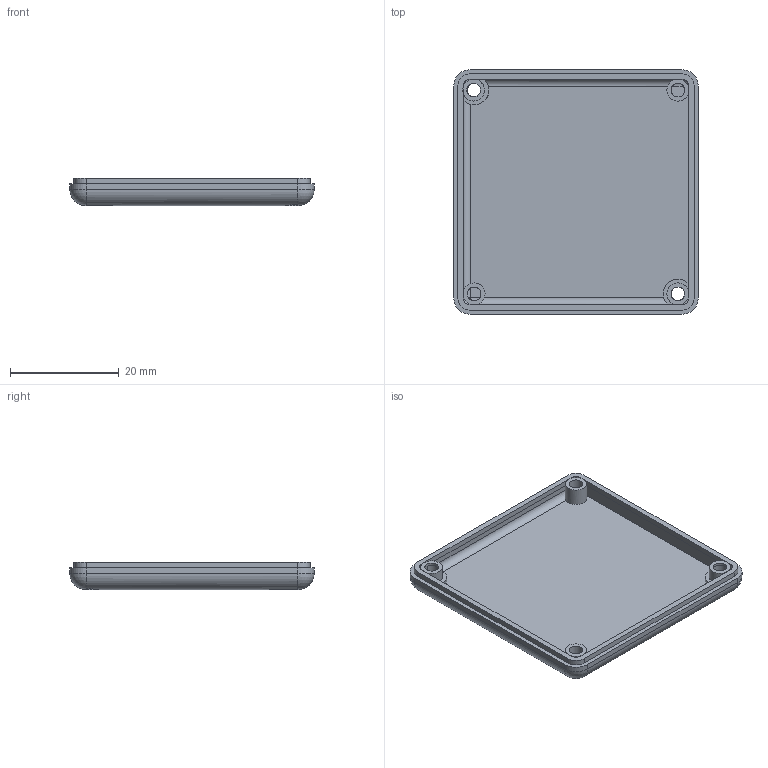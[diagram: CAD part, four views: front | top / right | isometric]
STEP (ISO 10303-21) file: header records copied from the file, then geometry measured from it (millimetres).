
FILE_DESCRIPTION(('FreeCAD Model'),'2;1');
FILE_NAME('Open CASCADE Shape Model','2024-06-25T20:25:43',(''),(''), 'Open CASCADE STEP processor 7.6','FreeCAD','Unknown');
FILE_SCHEMA(('AUTOMOTIVE_DESIGN { 1 0 10303 214 1 1 1 1 }'));
Length unit declared in the file: millimetre
Products named in the file (1): Tampa
Bounding box: 45 x 45 x 5 mm (x, y, z)
Volume: 4062.4 mm3; surface area: 5409.9 mm2
Topology: 1 solids, 1 shells, 124 faces, 289 edges, 169 vertices
Faces by surface type: plane 61, cylinder 56, sphere 7
Full cylindrical faces by diameter (mm): 2.5 x8, 3.5 x2
Entity records: 4376 total; most frequent: CARTESIAN_POINT 1514, DIRECTION 601, ORIENTED_EDGE 600, EDGE_CURVE 286, AXIS2_PLACEMENT_3D 221, VERTEX_POINT 169, LINE 159, VECTOR 159
